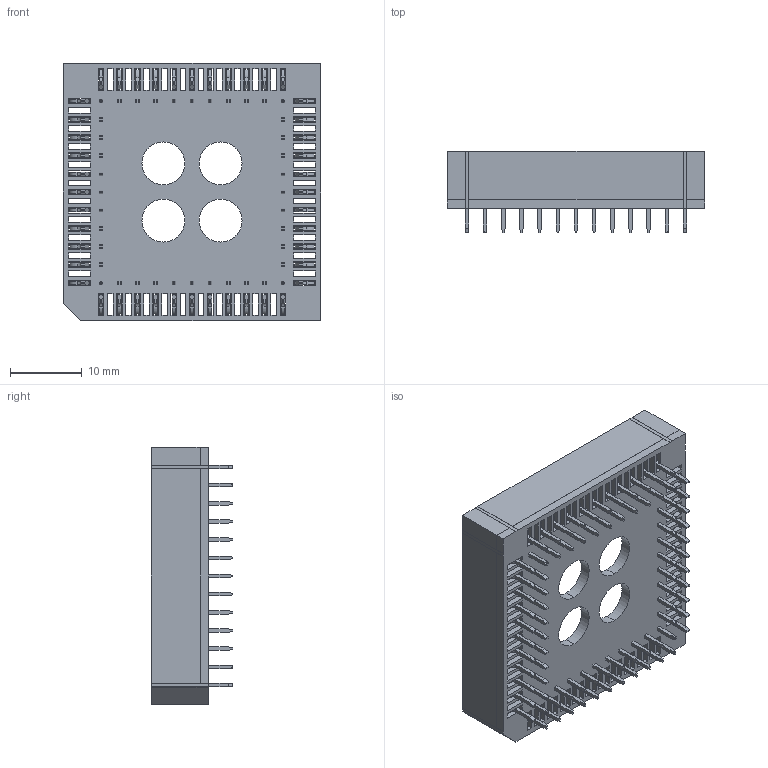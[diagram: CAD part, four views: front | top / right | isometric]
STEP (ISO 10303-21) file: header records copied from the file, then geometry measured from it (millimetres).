
FILE_DESCRIPTION(('STEP AP242'),'1');
FILE_NAME('a-ccs_084-z-t.stp','2023-08-15T20:33:36',('TraceParts'),('TraceParts S.A.'),'Spatial InterOp 3D',' ',' ');
FILE_SCHEMA(('AP242_MANAGED_MODEL_BASED_3D_ENGINEERING_MIM_LF {1 0 10303 442 1 1 4}'));
Length unit declared in the file: millimetre
Products named in the file (1): a-ccs_084-z-t_1
Bounding box: 36.05 x 11.35 x 36.05 mm (x, y, z)
Volume: 3338.5 mm3; surface area: 9564.7 mm2
Topology: 89 solids, 89 shells, 1746 faces, 4933 edges, 3286 vertices
Faces by surface type: plane 1290, cylinder 456
Entity records: 56904 total; most frequent: CARTESIAN_POINT 10054, ORIENTED_EDGE 9866, DIRECTION 9515, EDGE_CURVE 4933, LINE 4021, VECTOR 4021, VERTEX_POINT 3286, AXIS2_PLACEMENT_3D 2747
